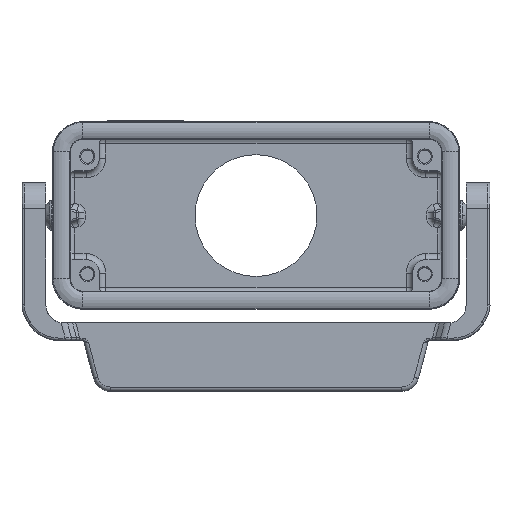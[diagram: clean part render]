
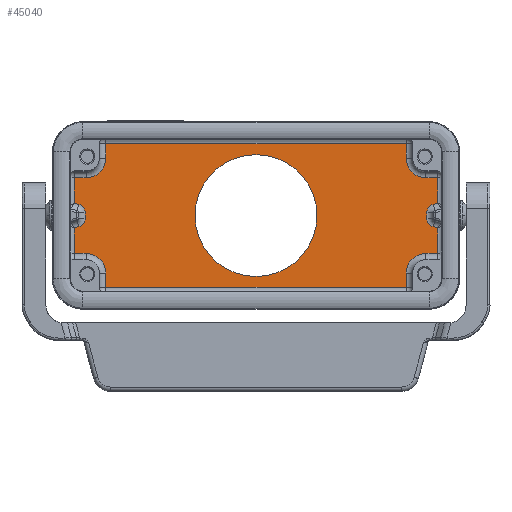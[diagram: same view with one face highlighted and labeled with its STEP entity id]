
A CAD part, top view. The second image highlights one B-rep face of the part: STEP entity #45040.
In plain terms, the highlighted face is planar.
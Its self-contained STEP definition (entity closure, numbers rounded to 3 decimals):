
#20940=CARTESIAN_POINT('',(34.5,0.,42.2));
#20950=DIRECTION('',(0.,-1.,0.));
#20960=VECTOR('',#20950,1.);
#20970=LINE('',#20940,#20960);
#20980=CARTESIAN_POINT('',(34.5,16.5,42.2));
#20990=VERTEX_POINT('',#20980);
#21000=CARTESIAN_POINT('',(34.5,13.2,42.2));
#21010=VERTEX_POINT('',#21000);
#21020=EDGE_CURVE('',#20990,#21010,#20970,.T.);
#22470=CARTESIAN_POINT('',(-39.25,0.616,42.2));
#22480=VERTEX_POINT('',#22470);
#22640=CARTESIAN_POINT('',(-39.25,-0.616,42.2));
#22650=VERTEX_POINT('',#22640);
#22680=CARTESIAN_POINT('',(-39.25,0.,42.2));
#22690=DIRECTION('',(0.,1.,0.));
#22700=VECTOR('',#22690,1.);
#22710=LINE('',#22680,#22700);
#22720=EDGE_CURVE('',#22650,#22480,#22710,.T.);
#26950=CARTESIAN_POINT('',(0.,-14.,42.2));
#26960=VERTEX_POINT('',#26950);
#27010=CARTESIAN_POINT('',(0.,0.,42.2));
#27020=DIRECTION('',(0.,0.,1.));
#27030=DIRECTION('',(0.,1.,0.));
#27040=AXIS2_PLACEMENT_3D('',#27010,#27020,#27030);
#27050=CIRCLE('',#27040,14.);
#27060=CARTESIAN_POINT('',(0.,14.,42.2));
#27070=VERTEX_POINT('',#27060);
#27080=EDGE_CURVE('',#26960,#27070,#27050,.T.);
#42780=CARTESIAN_POINT('',(0.,18.5,42.2));
#42790=DIRECTION('',(0.,0.,1.));
#42800=DIRECTION('',(1.,0.,0.));
#42810=AXIS2_PLACEMENT_3D('',#42780,#42790,#42800);
#42820=PLANE('',#42810);
#42830=EDGE_CURVE('',#27070,#26960,#27050,.T.);
#42840=ORIENTED_EDGE('',*,*,#42830,.T.);
#42850=ORIENTED_EDGE('',*,*,#27080,.T.);
#42860=EDGE_LOOP('',(#42850,#42840));
#42870=FACE_BOUND('',#42860,.T.);
#42880=CARTESIAN_POINT('',(41.25,0.616,42.2));
#42890=DIRECTION('',(0.,0.,1.));
#42900=DIRECTION('',(-1.,0.,0.));
#42910=AXIS2_PLACEMENT_3D('',#42880,#42890,#42900);
#42920=CIRCLE('',#42910,2.);
#42930=CARTESIAN_POINT('',(40.732,2.548,42.2));
#42940=VERTEX_POINT('',#42930);
#42950=CARTESIAN_POINT('',(39.25,0.616,42.2));
#42960=VERTEX_POINT('',#42950);
#42970=EDGE_CURVE('',#42940,#42960,#42920,.T.);
#42980=ORIENTED_EDGE('',*,*,#42970,.T.);
#42990=CARTESIAN_POINT('',(0.,-8.366,42.2)
);
#43000=DIRECTION('',(0.966,0.259,0.));
#43010=VECTOR('',#43000,1.);
#43020=LINE('',#42990,#43010);
#43030=CARTESIAN_POINT('',(41.75,2.821,42.2));
#43040=VERTEX_POINT('',#43030);
#43050=EDGE_CURVE('',#42940,#43040,#43020,.T.);
#43060=ORIENTED_EDGE('',*,*,#43050,.F.);
#43070=CARTESIAN_POINT('',(41.75,0.,42.2));
#43080=DIRECTION('',(0.,1.,0.));
#43090=VECTOR('',#43080,1.);
#43100=LINE('',#43070,#43090);
#43110=CARTESIAN_POINT('',(41.75,8.7,42.2));
#43120=VERTEX_POINT('',#43110);
#43130=EDGE_CURVE('',#43040,#43120,#43100,.T.);
#43140=ORIENTED_EDGE('',*,*,#43130,.F.);
#43150=CARTESIAN_POINT('',(0.,8.7,42.2));
#43160=DIRECTION('',(1.,0.,0.));
#43170=VECTOR('',#43160,1.);
#43180=LINE('',#43150,#43170);
#43190=CARTESIAN_POINT('',(39.,8.7,42.2));
#43200=VERTEX_POINT('',#43190);
#43210=EDGE_CURVE('',#43200,#43120,#43180,.T.);
#43220=ORIENTED_EDGE('',*,*,#43210,.T.);
#43230=CARTESIAN_POINT('',(39.,13.2,42.2));
#43240=DIRECTION('',(0.,0.,1.));
#43250=DIRECTION('',(-1.,0.,0.));
#43260=AXIS2_PLACEMENT_3D('',#43230,#43240,#43250);
#43270=CIRCLE('',#43260,4.5);
#43280=EDGE_CURVE('',#21010,#43200,#43270,.T.);
#43290=ORIENTED_EDGE('',*,*,#43280,.T.);
#43300=ORIENTED_EDGE('',*,*,#21020,.T.);
#43310=CARTESIAN_POINT('',(0.,16.5,42.2));
#43320=DIRECTION('',(1.,0.,0.));
#43330=VECTOR('',#43320,1.);
#43340=LINE('',#43310,#43330);
#43350=CARTESIAN_POINT('',(-34.5,16.5,42.2));
#43360=VERTEX_POINT('',#43350);
#43370=EDGE_CURVE('',#43360,#20990,#43340,.T.);
#43380=ORIENTED_EDGE('',*,*,#43370,.T.);
#43390=CARTESIAN_POINT('',(-34.5,0.,42.2));
#43400=DIRECTION('',(0.,-1.,0.));
#43410=VECTOR('',#43400,1.);
#43420=LINE('',#43390,#43410);
#43430=CARTESIAN_POINT('',(-34.5,13.2,42.2));
#43440=VERTEX_POINT('',#43430);
#43450=EDGE_CURVE('',#43360,#43440,#43420,.T.);
#43460=ORIENTED_EDGE('',*,*,#43450,.F.);
#43470=CARTESIAN_POINT('',(-39.,13.2,42.2));
#43480=DIRECTION('',(0.,0.,1.));
#43490=DIRECTION('',(-1.,0.,0.));
#43500=AXIS2_PLACEMENT_3D('',#43470,#43480,#43490);
#43510=CIRCLE('',#43500,4.5);
#43520=CARTESIAN_POINT('',(-39.,8.7,42.2));
#43530=VERTEX_POINT('',#43520);
#43540=EDGE_CURVE('',#43530,#43440,#43510,.T.);
#43550=ORIENTED_EDGE('',*,*,#43540,.T.);
#43560=CARTESIAN_POINT('',(0.,8.7,42.2));
#43570=DIRECTION('',(-1.,0.,0.));
#43580=VECTOR('',#43570,1.);
#43590=LINE('',#43560,#43580);
#43600=CARTESIAN_POINT('',(-41.75,8.7,42.2));
#43610=VERTEX_POINT('',#43600);
#43620=EDGE_CURVE('',#43530,#43610,#43590,.T.);
#43630=ORIENTED_EDGE('',*,*,#43620,.F.);
#43640=CARTESIAN_POINT('',(-41.75,0.,42.2));
#43650=DIRECTION('',(0.,1.,0.));
#43660=VECTOR('',#43650,1.);
#43670=LINE('',#43640,#43660);
#43680=CARTESIAN_POINT('',(-41.75,2.821,42.2));
#43690=VERTEX_POINT('',#43680);
#43700=EDGE_CURVE('',#43690,#43610,#43670,.T.);
#43710=ORIENTED_EDGE('',*,*,#43700,.T.);
#43720=CARTESIAN_POINT('',(0.,-8.366,42.2)
);
#43730=DIRECTION('',(0.966,-0.259,0.));
#43740=VECTOR('',#43730,1.);
#43750=LINE('',#43720,#43740);
#43760=CARTESIAN_POINT('',(-40.732,2.548,42.2));
#43770=VERTEX_POINT('',#43760);
#43780=EDGE_CURVE('',#43690,#43770,#43750,.T.);
#43790=ORIENTED_EDGE('',*,*,#43780,.F.);
#43800=CARTESIAN_POINT('',(-41.25,0.616,42.2));
#43810=DIRECTION('',(0.,0.,1.));
#43820=DIRECTION('',(-1.,0.,0.));
#43830=AXIS2_PLACEMENT_3D('',#43800,#43810,#43820);
#43840=CIRCLE('',#43830,2.);
#43850=EDGE_CURVE('',#22480,#43770,#43840,.T.);
#43860=ORIENTED_EDGE('',*,*,#43850,.T.);
#43870=ORIENTED_EDGE('',*,*,#22720,.T.);
#43880=CARTESIAN_POINT('',(-41.25,-0.616,42.2));
#43890=DIRECTION('',(0.,0.,-1.));
#43900=DIRECTION('',(-1.,0.,0.));
#43910=AXIS2_PLACEMENT_3D('',#43880,#43890,#43900);
#43920=CIRCLE('',#43910,2.);
#43930=CARTESIAN_POINT('',(-40.732,-2.548,42.2));
#43940=VERTEX_POINT('',#43930);
#43950=EDGE_CURVE('',#22650,#43940,#43920,.T.);
#43960=ORIENTED_EDGE('',*,*,#43950,.F.);
#43970=CARTESIAN_POINT('',(0.,8.366,42.2));
#43980=DIRECTION('',(0.966,0.259,0.));
#43990=VECTOR('',#43980,1.);
#44000=LINE('',#43970,#43990);
#44010=CARTESIAN_POINT('',(-41.75,-2.821,42.2));
#44020=VERTEX_POINT('',#44010);
#44030=EDGE_CURVE('',#44020,#43940,#44000,.T.);
#44040=ORIENTED_EDGE('',*,*,#44030,.T.);
#44050=CARTESIAN_POINT('',(-41.75,0.,42.2));
#44060=DIRECTION('',(0.,-1.,0.));
#44070=VECTOR('',#44060,1.);
#44080=LINE('',#44050,#44070);
#44090=CARTESIAN_POINT('',(-41.75,-8.7,42.2));
#44100=VERTEX_POINT('',#44090);
#44110=EDGE_CURVE('',#44020,#44100,#44080,.T.);
#44120=ORIENTED_EDGE('',*,*,#44110,.F.);
#44130=CARTESIAN_POINT('',(0.,-8.7,42.2));
#44140=DIRECTION('',(-1.,0.,0.));
#44150=VECTOR('',#44140,1.);
#44160=LINE('',#44130,#44150);
#44170=CARTESIAN_POINT('',(-39.,-8.7,42.2));
#44180=VERTEX_POINT('',#44170);
#44190=EDGE_CURVE('',#44180,#44100,#44160,.T.);
#44200=ORIENTED_EDGE('',*,*,#44190,.T.);
#44210=CARTESIAN_POINT('',(-39.,-13.2,42.2));
#44220=DIRECTION('',(0.,0.,-1.));
#44230=DIRECTION('',(-1.,0.,0.));
#44240=AXIS2_PLACEMENT_3D('',#44210,#44220,#44230);
#44250=CIRCLE('',#44240,4.5);
#44260=CARTESIAN_POINT('',(-34.5,-13.2,42.2));
#44270=VERTEX_POINT('',#44260);
#44280=EDGE_CURVE('',#44180,#44270,#44250,.T.);
#44290=ORIENTED_EDGE('',*,*,#44280,.F.);
#44300=CARTESIAN_POINT('',(-34.5,0.,42.2));
#44310=DIRECTION('',(0.,1.,0.));
#44320=VECTOR('',#44310,1.);
#44330=LINE('',#44300,#44320);
#44340=CARTESIAN_POINT('',(-34.5,-16.5,42.2));
#44350=VERTEX_POINT('',#44340);
#44360=EDGE_CURVE('',#44350,#44270,#44330,.T.);
#44370=ORIENTED_EDGE('',*,*,#44360,.T.);
#44380=CARTESIAN_POINT('',(0.,-16.5,42.2));
#44390=DIRECTION('',(1.,0.,0.));
#44400=VECTOR('',#44390,1.);
#44410=LINE('',#44380,#44400);
#44420=CARTESIAN_POINT('',(34.5,-16.5,42.2));
#44430=VERTEX_POINT('',#44420);
#44440=EDGE_CURVE('',#44350,#44430,#44410,.T.);
#44450=ORIENTED_EDGE('',*,*,#44440,.F.);
#44460=CARTESIAN_POINT('',(34.5,0.,42.2));
#44470=DIRECTION('',(0.,1.,0.));
#44480=VECTOR('',#44470,1.);
#44490=LINE('',#44460,#44480);
#44500=CARTESIAN_POINT('',(34.5,-13.2,42.2));
#44510=VERTEX_POINT('',#44500);
#44520=EDGE_CURVE('',#44430,#44510,#44490,.T.);
#44530=ORIENTED_EDGE('',*,*,#44520,.F.);
#44540=CARTESIAN_POINT('',(39.,-13.2,42.2));
#44550=DIRECTION('',(0.,0.,-1.));
#44560=DIRECTION('',(-1.,0.,0.));
#44570=AXIS2_PLACEMENT_3D('',#44540,#44550,#44560);
#44580=CIRCLE('',#44570,4.5);
#44590=CARTESIAN_POINT('',(39.,-8.7,42.2));
#44600=VERTEX_POINT('',#44590);
#44610=EDGE_CURVE('',#44510,#44600,#44580,.T.);
#44620=ORIENTED_EDGE('',*,*,#44610,.F.);
#44630=CARTESIAN_POINT('',(0.,-8.7,42.2));
#44640=DIRECTION('',(1.,0.,0.));
#44650=VECTOR('',#44640,1.);
#44660=LINE('',#44630,#44650);
#44670=CARTESIAN_POINT('',(41.75,-8.7,42.2));
#44680=VERTEX_POINT('',#44670);
#44690=EDGE_CURVE('',#44600,#44680,#44660,.T.);
#44700=ORIENTED_EDGE('',*,*,#44690,.F.);
#44710=CARTESIAN_POINT('',(41.75,0.,42.2));
#44720=DIRECTION('',(0.,-1.,0.));
#44730=VECTOR('',#44720,1.);
#44740=LINE('',#44710,#44730);
#44750=CARTESIAN_POINT('',(41.75,-2.821,42.2));
#44760=VERTEX_POINT('',#44750);
#44770=EDGE_CURVE('',#44760,#44680,#44740,.T.);
#44780=ORIENTED_EDGE('',*,*,#44770,.T.);
#44790=CARTESIAN_POINT('',(0.,8.366,42.2));
#44800=DIRECTION('',(0.966,-0.259,0.));
#44810=VECTOR('',#44800,1.);
#44820=LINE('',#44790,#44810);
#44830=CARTESIAN_POINT('',(40.732,-2.548,42.2));
#44840=VERTEX_POINT('',#44830);
#44850=EDGE_CURVE('',#44840,#44760,#44820,.T.);
#44860=ORIENTED_EDGE('',*,*,#44850,.T.);
#44870=CARTESIAN_POINT('',(41.25,-0.616,42.2));
#44880=DIRECTION('',(0.,0.,-1.));
#44890=DIRECTION('',(-1.,0.,0.));
#44900=AXIS2_PLACEMENT_3D('',#44870,#44880,#44890);
#44910=CIRCLE('',#44900,2.);
#44920=CARTESIAN_POINT('',(39.25,-0.616,42.2));
#44930=VERTEX_POINT('',#44920);
#44940=EDGE_CURVE('',#44840,#44930,#44910,.T.);
#44950=ORIENTED_EDGE('',*,*,#44940,.F.);
#44960=CARTESIAN_POINT('',(39.25,0.,42.2));
#44970=DIRECTION('',(0.,-1.,0.));
#44980=VECTOR('',#44970,1.);
#44990=LINE('',#44960,#44980);
#45000=EDGE_CURVE('',#42960,#44930,#44990,.T.);
#45010=ORIENTED_EDGE('',*,*,#45000,.T.);
#45020=EDGE_LOOP('',(#45010,#44950,#44860,#44780,#44700,#44620,#44530,
#44450,#44370,#44290,#44200,#44120,#44040,#43960,#43870,#43860,#43790,
#43710,#43630,#43550,#43460,#43380,#43300,#43290,#43220,#43140,#43060,
#42980));
#45030=FACE_OUTER_BOUND('',#45020,.T.);
#45040=ADVANCED_FACE('',(#42870,#45030),#42820,.F.);
